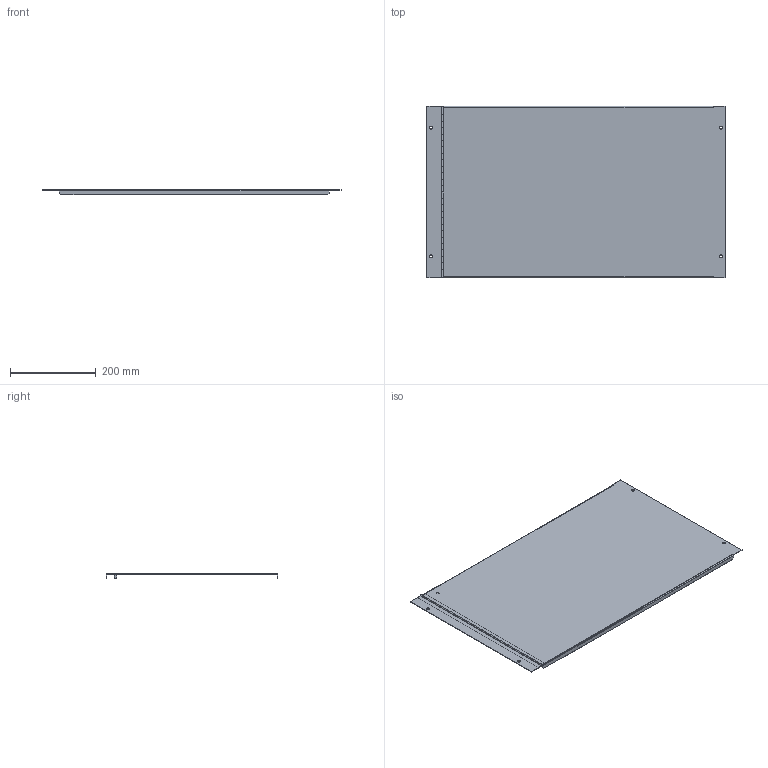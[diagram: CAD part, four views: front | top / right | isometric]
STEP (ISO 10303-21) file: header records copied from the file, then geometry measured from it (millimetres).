
FILE_DESCRIPTION(/* description */ (''),/* implementation_level */ '2;1');
FILE_NAME(/* name */ 'TCA4080.stp',/* time_stamp */ '2017-02-27T11:34:13+01:00',/* author */ (''),/* organization */ (''),/* preprocessor_version */ 'ST-DEVELOPER v15',/* originating_system */ 'SIEMENS PLM Software NX 9.0',/* authorisation */ '');
FILE_SCHEMA (('CONFIG_CONTROL_DESIGN'));
Length unit declared in the file: millimetre
Products named in the file (6): 91355_PERNO_M6x10; BIS_PIANO1_400; BIS_PIANO2_400; pieza comun bis; Tapa 300 bis modulos; TCA4080_stp
Assembly tree (5 placements, depth 2):
  TCA4080_stp
    Tapa 300 bis modulos
    pieza comun bis
    BIS_PIANO2_400
    BIS_PIANO1_400
    91355_PERNO_M6x10
Bounding box: 695 x 399.5 x 13.7 mm (x, y, z)
Volume: 352697.5 mm3; surface area: 604218.5 mm2
Topology: 5 solids, 5 shells, 207 faces, 584 edges, 388 vertices
Faces by surface type: plane 144, cylinder 62, cone 1
Full cylindrical faces by diameter (mm): 6 x1, 6.5 x1, 7 x4
Entity records: 7327 total; most frequent: CARTESIAN_POINT 1194, ORIENTED_EDGE 1168, DIRECTION 1132, EDGE_CURVE 584, LINE 452, VECTOR 452, VERTEX_POINT 388, AXIS2_PLACEMENT_3D 340
